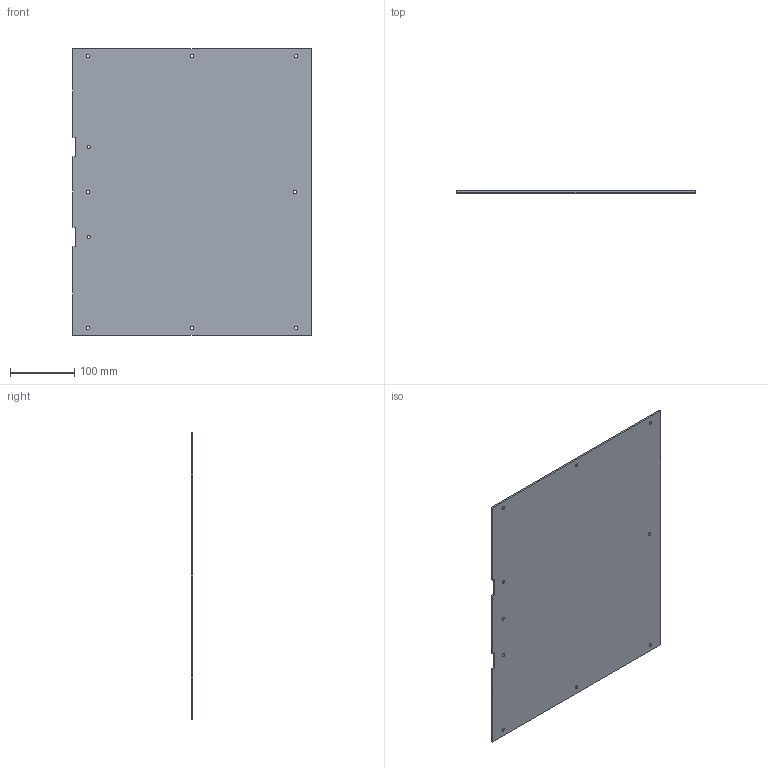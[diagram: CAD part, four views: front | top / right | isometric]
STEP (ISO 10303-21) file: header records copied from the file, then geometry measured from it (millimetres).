
FILE_DESCRIPTION(/* description */ (''),/* implementation_level */ '2;1');
FILE_NAME(/* name */ '5895a4d5-f540-48f1-9468-15c06d6d6c39.stp',/* time_stamp */ '2019-04-16T02:17:45+00:00',/* author */ (''),/* organization */ (''),/* preprocessor_version */ 'ST-DEVELOPER v18',/* originating_system */ 'Autodesk Translation Framework v8.2.0.1029',/* authorisation */ '');
FILE_SCHEMA (('AUTOMOTIVE_DESIGN { 1 0 10303 214 3 1 1 }'));
Length unit declared in the file: millimetre
Products named in the file (1): Top Plate
Bounding box: 370.15 x 3 x 445.2 mm (x, y, z)
Volume: 492973.3 mm3; surface area: 334066.2 mm2
Topology: 1 solids, 1 shells, 24 faces, 66 edges, 44 vertices
Faces by surface type: plane 14, cylinder 10
Full cylindrical faces by diameter (mm): 5 x10
Entity records: 850 total; most frequent: DIRECTION 136, CARTESIAN_POINT 135, ORIENTED_EDGE 132, EDGE_CURVE 66, LINE 46, VECTOR 46, AXIS2_PLACEMENT_3D 45, EDGE_LOOP 44
